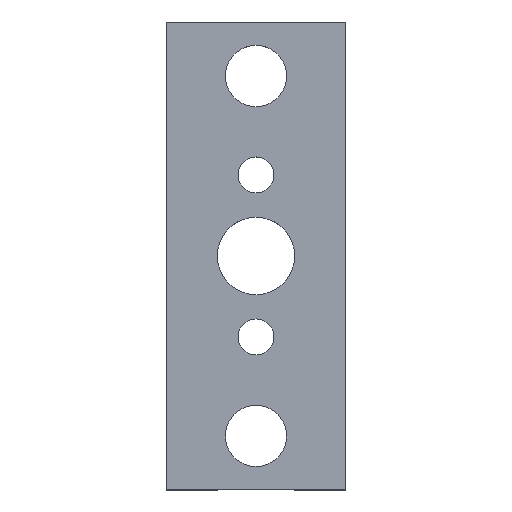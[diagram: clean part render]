
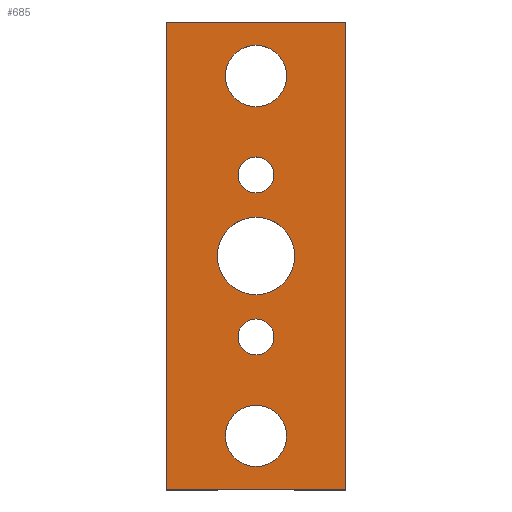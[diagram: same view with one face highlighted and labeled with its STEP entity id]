
A CAD part, top view. The second image highlights one B-rep face of the part: STEP entity #685.
In plain terms, the highlighted planar face has unit normal (0, 0, 1).
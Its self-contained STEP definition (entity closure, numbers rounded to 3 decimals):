
#1 = AXIS2_PLACEMENT_3D ( 'NONE', #183, #185, #186 ) ;
#4 = AXIS2_PLACEMENT_3D ( 'NONE', #171, #172, #173 ) ;
#5 = AXIS2_PLACEMENT_3D ( 'NONE', #166, #167, #168 ) ;
#12 = AXIS2_PLACEMENT_3D ( 'NONE', #131, #132, #133 ) ;
#13 = AXIS2_PLACEMENT_3D ( 'NONE', #125, #127, #129 ) ;
#23 = AXIS2_PLACEMENT_3D ( 'NONE', #82, #83, #84 ) ;
#25 = AXIS2_PLACEMENT_3D ( 'NONE', #74, #75, #76 ) ;
#29 = AXIS2_PLACEMENT_3D ( 'NONE', #58, #59, #60 ) ;
#34 = EDGE_CURVE ( 'NONE', #793, #823, #774, .T. ) ;
#40 = EDGE_CURVE ( 'NONE', #170, #794, #767, .T. ) ;
#43 = EDGE_CURVE ( 'NONE', #815, #799, #764, .T. ) ;
#58 = CARTESIAN_POINT ( 'NONE',  ( 0., -10., 3. ) ) ;
#59 = DIRECTION ( 'NONE',  ( 0., 0., -1. ) ) ;
#60 = DIRECTION ( 'NONE',  ( -1., 0., 0. ) ) ;
#74 = CARTESIAN_POINT ( 'NONE',  ( 0., 4.5, 3. ) ) ;
#75 = DIRECTION ( 'NONE',  ( 0., 0., 1. ) ) ;
#76 = DIRECTION ( 'NONE',  ( -1., 0., 0. ) ) ;
#82 = CARTESIAN_POINT ( 'NONE',  ( 0., 0., 3. ) ) ;
#83 = DIRECTION ( 'NONE',  ( 0., 0., 1. ) ) ;
#84 = DIRECTION ( 'NONE',  ( 1., 0., 0. ) ) ;
#98 = EDGE_CURVE ( 'NONE', #823, #793, #743, .T. ) ;
#106 = EDGE_CURVE ( 'NONE', #810, #805, #738, .T. ) ;
#125 = CARTESIAN_POINT ( 'NONE',  ( 0., -10., 3. ) ) ;
#127 = DIRECTION ( 'NONE',  ( 0., 0., -1. ) ) ;
#129 = DIRECTION ( 'NONE',  ( -1., 0., 0. ) ) ;
#131 = CARTESIAN_POINT ( 'NONE',  ( 0., -4.5, 3. ) ) ;
#132 = DIRECTION ( 'NONE',  ( 0., 0., 1. ) ) ;
#133 = DIRECTION ( 'NONE',  ( 1., 0., 0. ) ) ;
#135 = EDGE_CURVE ( 'NONE', #787, #789, #726, .T. ) ;
#153 = EDGE_CURVE ( 'NONE', #805, #810, #723, .T. ) ;
#158 = EDGE_LOOP ( 'NONE', ( #1042, #1046 ) ) ;
#159 = EDGE_CURVE ( 'NONE', #794, #170, #720, .T. ) ;
#166 = CARTESIAN_POINT ( 'NONE',  ( 0., 10., 3. ) ) ;
#167 = DIRECTION ( 'NONE',  ( 0., 0., -1. ) ) ;
#168 = DIRECTION ( 'NONE',  ( -1., 0., 0. ) ) ;
#170 = VERTEX_POINT ( 'NONE', #182 ) ;
#171 = CARTESIAN_POINT ( 'NONE',  ( 0., -4.5, 3. ) ) ;
#172 = DIRECTION ( 'NONE',  ( 0., 0., 1. ) ) ;
#173 = DIRECTION ( 'NONE',  ( 1., 0., 0. ) ) ;
#175 = EDGE_CURVE ( 'NONE', #789, #787, #721, .T. ) ;
#182 = CARTESIAN_POINT ( 'NONE',  ( -1., 4.5, 3. ) ) ;
#183 = CARTESIAN_POINT ( 'NONE',  ( 0., 4.5, 3. ) ) ;
#185 = DIRECTION ( 'NONE',  ( 0., 0., 1. ) ) ;
#186 = DIRECTION ( 'NONE',  ( -1., 0., 0. ) ) ;
#198 = CARTESIAN_POINT ( 'NONE',  ( 0., 10., 3. ) ) ;
#200 = DIRECTION ( 'NONE',  ( 0., 0., -1. ) ) ;
#201 = DIRECTION ( 'NONE',  ( -1., 0., 0. ) ) ;
#221 = CARTESIAN_POINT ( 'NONE',  ( 0., 13., 3. ) ) ;
#231 = EDGE_CURVE ( 'NONE', #917, #1014, #695, .T. ) ;
#234 = CARTESIAN_POINT ( 'NONE',  ( -5., 6., 3. ) ) ;
#237 = EDGE_CURVE ( 'NONE', #800, #1014, #697, .T. ) ;
#238 = EDGE_CURVE ( 'NONE', #800, #1008, #693, .T. ) ;
#240 = CARTESIAN_POINT ( 'NONE',  ( 5., -6., 3. ) ) ;
#241 = DIRECTION ( 'NONE',  ( 0., 1., 0. ) ) ;
#242 = EDGE_CURVE ( 'NONE', #917, #1008, #688, .T. ) ;
#243 = DIRECTION ( 'NONE',  ( 1., 0., 0. ) ) ;
#246 = DIRECTION ( 'NONE',  ( 0., -1., 0. ) ) ;
#247 = CARTESIAN_POINT ( 'NONE',  ( 5., -13., 3. ) ) ;
#249 = DIRECTION ( 'NONE',  ( -1., 0., 0. ) ) ;
#250 = EDGE_CURVE ( 'NONE', #799, #815, #690, .T. ) ;
#253 = CARTESIAN_POINT ( 'NONE',  ( 0., 0., 3. ) ) ;
#254 = DIRECTION ( 'NONE',  ( 0., 0., 1. ) ) ;
#255 = DIRECTION ( 'NONE',  ( 1., 0., 0. ) ) ;
#259 = AXIS2_PLACEMENT_3D ( 'NONE', #421, #414, #422 ) ;
#411 = PLANE ( 'NONE',  #259 ) ;
#414 = DIRECTION ( 'NONE',  ( 0., 0., 1. ) ) ;
#421 = CARTESIAN_POINT ( 'NONE',  ( 0., 0., 3. ) ) ;
#422 = DIRECTION ( 'NONE',  ( 1., 0., 0. ) ) ;
#424 = CARTESIAN_POINT ( 'NONE',  ( -5., 13., 3. ) ) ;
#430 = CARTESIAN_POINT ( 'NONE',  ( 2.15, 0., 3. ) ) ;
#442 = CARTESIAN_POINT ( 'NONE',  ( -1.7, 10., 3. ) ) ;
#443 = CARTESIAN_POINT ( 'NONE',  ( 1.7, 10., 3. ) ) ;
#444 = CARTESIAN_POINT ( 'NONE',  ( 1.7, -10., 3. ) ) ;
#445 = CARTESIAN_POINT ( 'NONE',  ( 1., 4.5, 3. ) ) ;
#447 = CARTESIAN_POINT ( 'NONE',  ( -1., -4.5, 3. ) ) ;
#453 = CARTESIAN_POINT ( 'NONE',  ( -1.7, -10., 3. ) ) ;
#466 = CARTESIAN_POINT ( 'NONE',  ( 5., -13., 3. ) ) ;
#476 = CARTESIAN_POINT ( 'NONE',  ( -5., -13., 3. ) ) ;
#479 = CARTESIAN_POINT ( 'NONE',  ( 5., 13., 3. ) ) ;
#534 = FACE_BOUND ( 'NONE', #158, .T. ) ;
#535 = FACE_OUTER_BOUND ( 'NONE', #951, .T. ) ;
#537 = FACE_BOUND ( 'NONE', #886, .T. ) ;
#540 = FACE_BOUND ( 'NONE', #947, .T. ) ;
#556 = FACE_BOUND ( 'NONE', #963, .T. ) ;
#558 = FACE_BOUND ( 'NONE', #941, .T. ) ;
#684 = VECTOR ( 'NONE', #249, 1000. ) ;
#685 = ADVANCED_FACE ( 'NONE', ( #556, #535, #540, #537, #558, #534 ), #411, .T. ) ;
#687 = VECTOR ( 'NONE', #246, 1000. ) ;
#688 = LINE ( 'NONE', #247, #684 ) ;
#689 = VECTOR ( 'NONE', #243, 1000. ) ;
#690 = CIRCLE ( 'NONE', #1020, 2.15 ) ;
#692 = VECTOR ( 'NONE', #241, 1000. ) ;
#693 = LINE ( 'NONE', #234, #687 ) ;
#695 = LINE ( 'NONE', #240, #692 ) ;
#697 = LINE ( 'NONE', #221, #689 ) ;
#720 = CIRCLE ( 'NONE', #1, 1. ) ;
#721 = CIRCLE ( 'NONE', #1058, 1.7 ) ;
#723 = CIRCLE ( 'NONE', #4, 1. ) ;
#726 = CIRCLE ( 'NONE', #5, 1.7 ) ;
#738 = CIRCLE ( 'NONE', #12, 1. ) ;
#743 = CIRCLE ( 'NONE', #13, 1.7 ) ;
#764 = CIRCLE ( 'NONE', #23, 2.15 ) ;
#767 = CIRCLE ( 'NONE', #25, 1. ) ;
#774 = CIRCLE ( 'NONE', #29, 1.7 ) ;
#787 = VERTEX_POINT ( 'NONE', #442 ) ;
#789 = VERTEX_POINT ( 'NONE', #443 ) ;
#793 = VERTEX_POINT ( 'NONE', #444 ) ;
#794 = VERTEX_POINT ( 'NONE', #445 ) ;
#799 = VERTEX_POINT ( 'NONE', #430 ) ;
#800 = VERTEX_POINT ( 'NONE', #424 ) ;
#805 = VERTEX_POINT ( 'NONE', #1079 ) ;
#810 = VERTEX_POINT ( 'NONE', #447 ) ;
#815 = VERTEX_POINT ( 'NONE', #1080 ) ;
#823 = VERTEX_POINT ( 'NONE', #453 ) ;
#886 = EDGE_LOOP ( 'NONE', ( #1033, #1035 ) ) ;
#917 = VERTEX_POINT ( 'NONE', #466 ) ;
#941 = EDGE_LOOP ( 'NONE', ( #1034, #1038 ) ) ;
#947 = EDGE_LOOP ( 'NONE', ( #1028, #1030 ) ) ;
#951 = EDGE_LOOP ( 'NONE', ( #1021, #1024, #1026, #1029 ) ) ;
#963 = EDGE_LOOP ( 'NONE', ( #1019, #1022 ) ) ;
#1008 = VERTEX_POINT ( 'NONE', #476 ) ;
#1014 = VERTEX_POINT ( 'NONE', #479 ) ;
#1019 = ORIENTED_EDGE ( 'NONE', *, *, #106, .F. ) ;
#1020 = AXIS2_PLACEMENT_3D ( 'NONE', #253, #254, #255 ) ;
#1021 = ORIENTED_EDGE ( 'NONE', *, *, #231, .T. ) ;
#1022 = ORIENTED_EDGE ( 'NONE', *, *, #153, .F. ) ;
#1024 = ORIENTED_EDGE ( 'NONE', *, *, #237, .F. ) ;
#1026 = ORIENTED_EDGE ( 'NONE', *, *, #238, .T. ) ;
#1028 = ORIENTED_EDGE ( 'NONE', *, *, #43, .F. ) ;
#1029 = ORIENTED_EDGE ( 'NONE', *, *, #242, .F. ) ;
#1030 = ORIENTED_EDGE ( 'NONE', *, *, #250, .F. ) ;
#1033 = ORIENTED_EDGE ( 'NONE', *, *, #40, .F. ) ;
#1034 = ORIENTED_EDGE ( 'NONE', *, *, #135, .T. ) ;
#1035 = ORIENTED_EDGE ( 'NONE', *, *, #159, .F. ) ;
#1038 = ORIENTED_EDGE ( 'NONE', *, *, #175, .T. ) ;
#1042 = ORIENTED_EDGE ( 'NONE', *, *, #98, .T. ) ;
#1046 = ORIENTED_EDGE ( 'NONE', *, *, #34, .T. ) ;
#1058 = AXIS2_PLACEMENT_3D ( 'NONE', #198, #200, #201 ) ;
#1079 = CARTESIAN_POINT ( 'NONE',  ( 1., -4.5, 3. ) ) ;
#1080 = CARTESIAN_POINT ( 'NONE',  ( -2.15, 0., 3. ) ) ;
